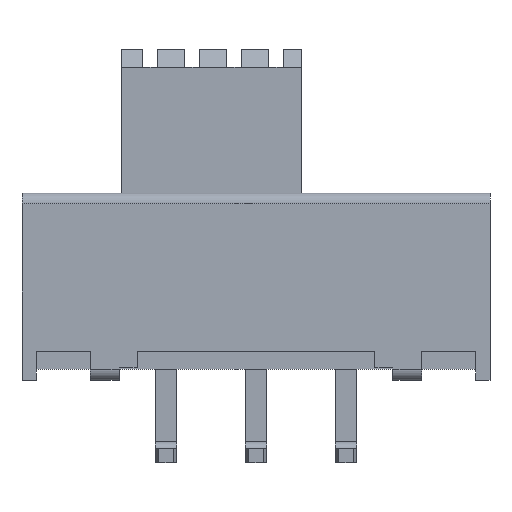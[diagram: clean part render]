
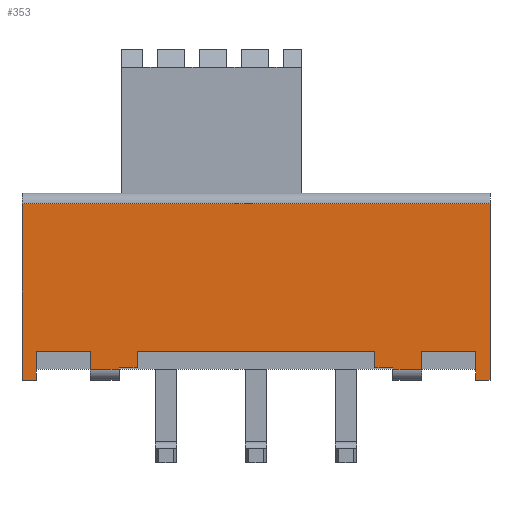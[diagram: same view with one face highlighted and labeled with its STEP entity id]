
A CAD part, front view. The second image highlights one B-rep face of the part: STEP entity #353.
In plain terms, the highlighted planar face has unit normal (0, -1, 0).
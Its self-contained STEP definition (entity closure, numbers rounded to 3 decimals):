
#95 = VERTEX_POINT('',#96);
#96 = CARTESIAN_POINT('',(-4.6,0.,2.4));
#103 = EDGE_CURVE('',#95,#104,#106,.T.);
#104 = VERTEX_POINT('',#105);
#105 = CARTESIAN_POINT('',(-4.6,0.,2.9));
#106 = LINE('',#107,#108);
#107 = CARTESIAN_POINT('',(-4.6,0.,2.1));
#108 = VECTOR('',#109,1.);
#109 = DIRECTION('',(0.,0.,1.));
#309 = EDGE_CURVE('',#104,#310,#312,.T.);
#310 = VERTEX_POINT('',#311);
#311 = CARTESIAN_POINT('',(-6.1,0.,2.9));
#312 = LINE('',#313,#314);
#313 = CARTESIAN_POINT('',(-4.6,0.,2.9));
#314 = VECTOR('',#315,1.);
#315 = DIRECTION('',(-1.,0.,0.));
#353 = ADVANCED_FACE('',(#354),#500,.T.);
#354 = FACE_BOUND('',#355,.T.);
#355 = EDGE_LOOP('',(#356,#357,#365,#373,#381,#389,#397,#405,#413,#421,
    #429,#437,#445,#453,#461,#469,#477,#485,#493,#499));
#356 = ORIENTED_EDGE('',*,*,#103,.F.);
#357 = ORIENTED_EDGE('',*,*,#358,.T.);
#358 = EDGE_CURVE('',#95,#359,#361,.T.);
#359 = VERTEX_POINT('',#360);
#360 = CARTESIAN_POINT('',(-3.8,0.,2.4));
#361 = LINE('',#362,#363);
#362 = CARTESIAN_POINT('',(-4.6,0.,2.4));
#363 = VECTOR('',#364,1.);
#364 = DIRECTION('',(1.,0.,0.));
#365 = ORIENTED_EDGE('',*,*,#366,.T.);
#366 = EDGE_CURVE('',#359,#367,#369,.T.);
#367 = VERTEX_POINT('',#368);
#368 = CARTESIAN_POINT('',(-3.8,0.,2.45));
#369 = LINE('',#370,#371);
#370 = CARTESIAN_POINT('',(-3.8,0.,2.1));
#371 = VECTOR('',#372,1.);
#372 = DIRECTION('',(0.,0.,1.));
#373 = ORIENTED_EDGE('',*,*,#374,.T.);
#374 = EDGE_CURVE('',#367,#375,#377,.T.);
#375 = VERTEX_POINT('',#376);
#376 = CARTESIAN_POINT('',(-3.3,0.,2.45));
#377 = LINE('',#378,#379);
#378 = CARTESIAN_POINT('',(-3.8,0.,2.45));
#379 = VECTOR('',#380,1.);
#380 = DIRECTION('',(1.,0.,0.));
#381 = ORIENTED_EDGE('',*,*,#382,.T.);
#382 = EDGE_CURVE('',#375,#383,#385,.T.);
#383 = VERTEX_POINT('',#384);
#384 = CARTESIAN_POINT('',(-3.3,0.,2.9));
#385 = LINE('',#386,#387);
#386 = CARTESIAN_POINT('',(-3.3,0.,2.45));
#387 = VECTOR('',#388,1.);
#388 = DIRECTION('',(0.,0.,1.));
#389 = ORIENTED_EDGE('',*,*,#390,.F.);
#390 = EDGE_CURVE('',#391,#383,#393,.T.);
#391 = VERTEX_POINT('',#392);
#392 = CARTESIAN_POINT('',(3.3,0.,2.9));
#393 = LINE('',#394,#395);
#394 = CARTESIAN_POINT('',(0.,0.,2.9));
#395 = VECTOR('',#396,1.);
#396 = DIRECTION('',(-1.,0.,0.));
#397 = ORIENTED_EDGE('',*,*,#398,.F.);
#398 = EDGE_CURVE('',#399,#391,#401,.T.);
#399 = VERTEX_POINT('',#400);
#400 = CARTESIAN_POINT('',(3.3,0.,2.45));
#401 = LINE('',#402,#403);
#402 = CARTESIAN_POINT('',(3.3,0.,2.45));
#403 = VECTOR('',#404,1.);
#404 = DIRECTION('',(0.,0.,1.));
#405 = ORIENTED_EDGE('',*,*,#406,.F.);
#406 = EDGE_CURVE('',#407,#399,#409,.T.);
#407 = VERTEX_POINT('',#408);
#408 = CARTESIAN_POINT('',(3.8,0.,2.45));
#409 = LINE('',#410,#411);
#410 = CARTESIAN_POINT('',(3.8,0.,2.45));
#411 = VECTOR('',#412,1.);
#412 = DIRECTION('',(-1.,0.,0.));
#413 = ORIENTED_EDGE('',*,*,#414,.F.);
#414 = EDGE_CURVE('',#415,#407,#417,.T.);
#415 = VERTEX_POINT('',#416);
#416 = CARTESIAN_POINT('',(3.8,0.,2.4));
#417 = LINE('',#418,#419);
#418 = CARTESIAN_POINT('',(3.8,0.,2.1));
#419 = VECTOR('',#420,1.);
#420 = DIRECTION('',(0.,0.,1.));
#421 = ORIENTED_EDGE('',*,*,#422,.T.);
#422 = EDGE_CURVE('',#415,#423,#425,.T.);
#423 = VERTEX_POINT('',#424);
#424 = CARTESIAN_POINT('',(4.6,0.,2.4));
#425 = LINE('',#426,#427);
#426 = CARTESIAN_POINT('',(3.8,0.,2.4));
#427 = VECTOR('',#428,1.);
#428 = DIRECTION('',(1.,0.,0.));
#429 = ORIENTED_EDGE('',*,*,#430,.T.);
#430 = EDGE_CURVE('',#423,#431,#433,.T.);
#431 = VERTEX_POINT('',#432);
#432 = CARTESIAN_POINT('',(4.6,0.,2.9));
#433 = LINE('',#434,#435);
#434 = CARTESIAN_POINT('',(4.6,0.,2.1));
#435 = VECTOR('',#436,1.);
#436 = DIRECTION('',(0.,0.,1.));
#437 = ORIENTED_EDGE('',*,*,#438,.T.);
#438 = EDGE_CURVE('',#431,#439,#441,.T.);
#439 = VERTEX_POINT('',#440);
#440 = CARTESIAN_POINT('',(6.1,0.,2.9));
#441 = LINE('',#442,#443);
#442 = CARTESIAN_POINT('',(4.6,0.,2.9));
#443 = VECTOR('',#444,1.);
#444 = DIRECTION('',(1.,0.,0.));
#445 = ORIENTED_EDGE('',*,*,#446,.T.);
#446 = EDGE_CURVE('',#439,#447,#449,.T.);
#447 = VERTEX_POINT('',#448);
#448 = CARTESIAN_POINT('',(6.1,0.,2.1));
#449 = LINE('',#450,#451);
#450 = CARTESIAN_POINT('',(6.1,0.,2.9));
#451 = VECTOR('',#452,1.);
#452 = DIRECTION('',(0.,0.,-1.));
#453 = ORIENTED_EDGE('',*,*,#454,.T.);
#454 = EDGE_CURVE('',#447,#455,#457,.T.);
#455 = VERTEX_POINT('',#456);
#456 = CARTESIAN_POINT('',(6.5,0.,2.1));
#457 = LINE('',#458,#459);
#458 = CARTESIAN_POINT('',(-6.5,0.,2.1));
#459 = VECTOR('',#460,1.);
#460 = DIRECTION('',(1.,0.,0.));
#461 = ORIENTED_EDGE('',*,*,#462,.T.);
#462 = EDGE_CURVE('',#455,#463,#465,.T.);
#463 = VERTEX_POINT('',#464);
#464 = CARTESIAN_POINT('',(6.5,0.,7.));
#465 = LINE('',#466,#467);
#466 = CARTESIAN_POINT('',(6.5,0.,2.1));
#467 = VECTOR('',#468,1.);
#468 = DIRECTION('',(0.,0.,1.));
#469 = ORIENTED_EDGE('',*,*,#470,.T.);
#470 = EDGE_CURVE('',#463,#471,#473,.T.);
#471 = VERTEX_POINT('',#472);
#472 = CARTESIAN_POINT('',(-6.5,0.,7.));
#473 = LINE('',#474,#475);
#474 = CARTESIAN_POINT('',(6.5,0.,7.));
#475 = VECTOR('',#476,1.);
#476 = DIRECTION('',(-1.,0.,0.));
#477 = ORIENTED_EDGE('',*,*,#478,.T.);
#478 = EDGE_CURVE('',#471,#479,#481,.T.);
#479 = VERTEX_POINT('',#480);
#480 = CARTESIAN_POINT('',(-6.5,0.,2.1));
#481 = LINE('',#482,#483);
#482 = CARTESIAN_POINT('',(-6.5,0.,7.3));
#483 = VECTOR('',#484,1.);
#484 = DIRECTION('',(0.,0.,-1.));
#485 = ORIENTED_EDGE('',*,*,#486,.T.);
#486 = EDGE_CURVE('',#479,#487,#489,.T.);
#487 = VERTEX_POINT('',#488);
#488 = CARTESIAN_POINT('',(-6.1,0.,2.1));
#489 = LINE('',#490,#491);
#490 = CARTESIAN_POINT('',(-6.5,0.,2.1));
#491 = VECTOR('',#492,1.);
#492 = DIRECTION('',(1.,0.,0.));
#493 = ORIENTED_EDGE('',*,*,#494,.F.);
#494 = EDGE_CURVE('',#310,#487,#495,.T.);
#495 = LINE('',#496,#497);
#496 = CARTESIAN_POINT('',(-6.1,0.,2.9));
#497 = VECTOR('',#498,1.);
#498 = DIRECTION('',(0.,0.,-1.));
#499 = ORIENTED_EDGE('',*,*,#309,.F.);
#500 = PLANE('',#501);
#501 = AXIS2_PLACEMENT_3D('',#502,#503,#504);
#502 = CARTESIAN_POINT('',(0.,0.,
    4.505));
#503 = DIRECTION('',(-0.,-1.,-0.));
#504 = DIRECTION('',(0.,0.,-1.));
